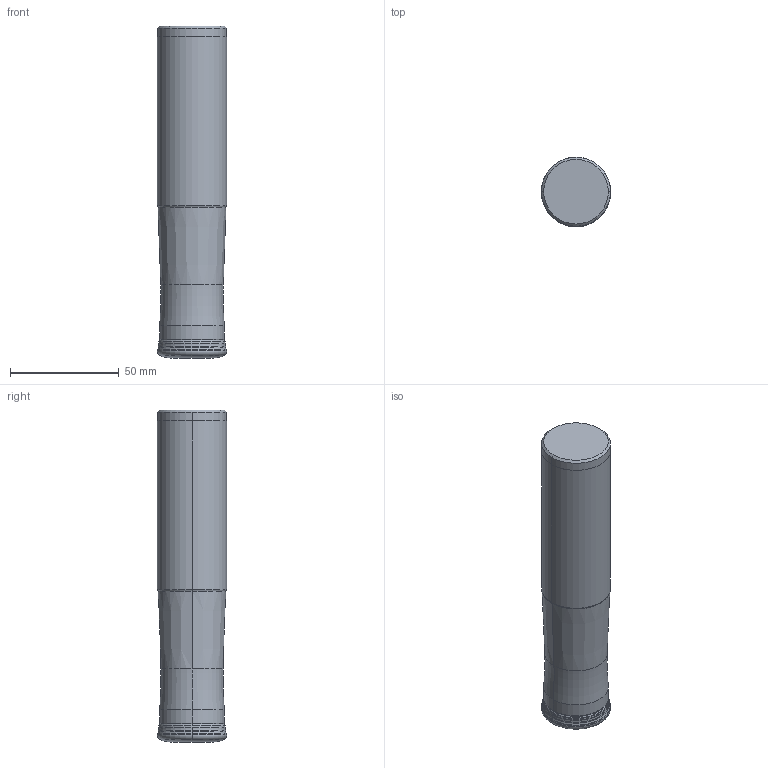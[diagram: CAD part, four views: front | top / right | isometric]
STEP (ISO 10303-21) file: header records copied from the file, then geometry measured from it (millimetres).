
FILE_DESCRIPTION(/* description */ (''),/* implementation_level */ '2;1');
FILE_NAME(/* name */ 'AJXU12R202WA20S_IR0_079.stp',/* time_stamp */ '2023-03-06T11:28:46+09:00',/* author */ (''),/* organization */ (''),/* preprocessor_version */ 'ST-DEVELOPER v16',/* originating_system */ 'SIEMENS PLM Software NX 10.0',/* authorisation */ '');
FILE_SCHEMA (('AUTOMOTIVE_DESIGN { 1 0 10303 214 3 1 1 1 }'));
Length unit declared in the file: millimetre
Products named in the file (1): AJXU12R202WA20S_IR0_079_ASM_3_ASM
Bounding box: 31.75 x 31.75 x 152.4 mm (x, y, z)
Volume: 119988.4 mm3; surface area: 18473.8 mm2
Topology: 2 solids, 2 shells, 127 faces, 310 edges, 231 vertices
Faces by surface type: torus 44, revolution 32, cone 22, bspline 16, cylinder 8, plane 5
Entity records: 4817 total; most frequent: CARTESIAN_POINT 1713, DIRECTION 671, ORIENTED_EDGE 536, AXIS2_PLACEMENT_3D 303, EDGE_CURVE 268, CIRCLE 216, VERTEX_POINT 146, EDGE_LOOP 130
